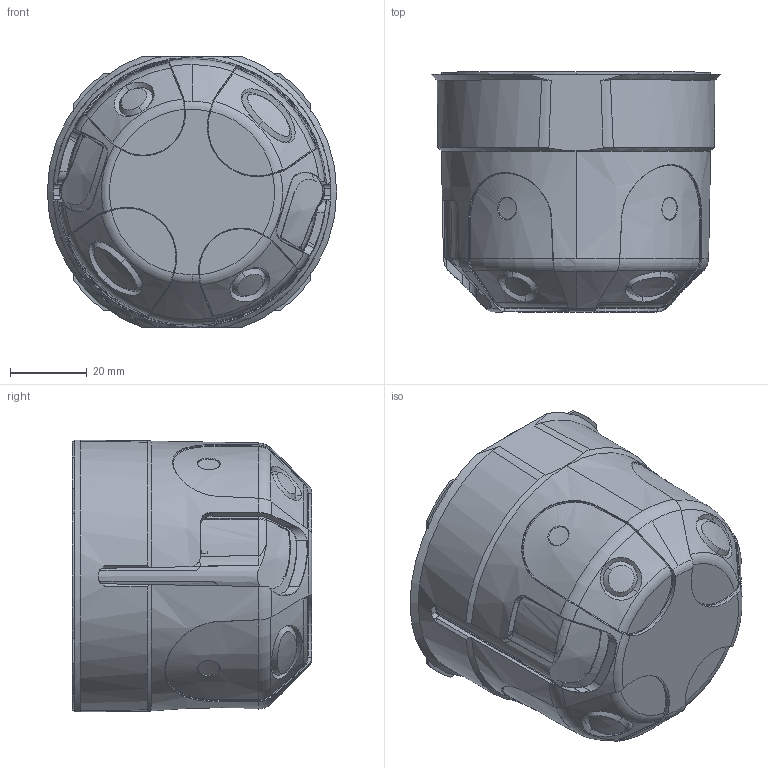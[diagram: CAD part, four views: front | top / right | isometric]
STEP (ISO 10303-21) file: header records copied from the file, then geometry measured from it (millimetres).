
FILE_DESCRIPTION (( 'STEP AP214' ), '1' );
FILE_NAME ('KPZ 68-60.STEP', '2024-02-05T05:52:02', ( '' ), ( '' ), 'SwSTEP 2.0', 'SolidWorks 2020', '' );
FILE_SCHEMA (( 'AUTOMOTIVE_DESIGN' ));
Products named in the file (9): Šroub 3x35 dvojchodý závit; Šroub 3x25 dvojchodý závit; BOX - 60; PPN 60; KPZ 68-60; základ_napìòovací; BOX - 60 ucpávka_mìkej; Patka
Assembly tree (11 placements, depth 3):
  KPZ 68-60
    PPN 60
    BOX - 60
      BOX - 60
      BOX - 60 ucpávka_mìkej
    základ_napìòovací
    Patka  x2
    Šroub 3x35 dvojchodý závit  x2
    Šroub 3x25 dvojchodý závit  x2
Bounding box: 75.4 x 62.5 x 70.8 mm (x, y, z)
Volume: 74567.3 mm3; surface area: 99698.6 mm2
Topology: 10 solids, 10 shells, 2720 faces, 7348 edges, 4773 vertices
Faces by surface type: bspline 1116, plane 668, cone 475, cylinder 281, torus 162, sphere 18
Entity records: 177063 total; most frequent: CARTESIAN_POINT 126583, ORIENTED_EDGE 13208, EDGE_CURVE 6604, DIRECTION 6359, VERTEX_POINT 4293, B_SPLINE_CURVE_WITH_KNOTS 3574, EDGE_LOOP 2607, FACE_OUTER_BOUND 2455
